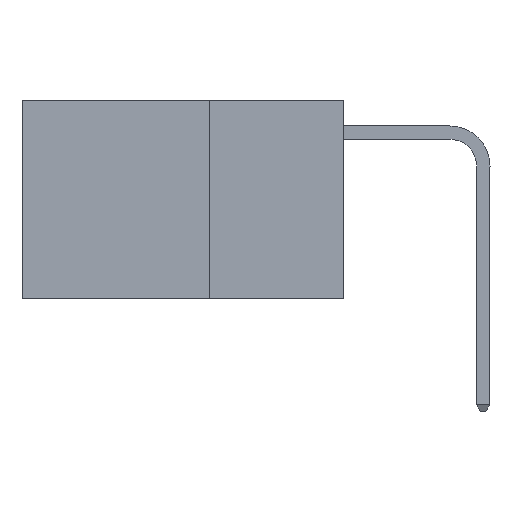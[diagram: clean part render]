
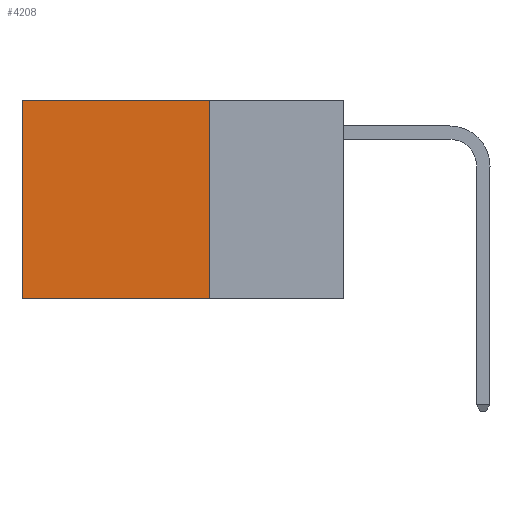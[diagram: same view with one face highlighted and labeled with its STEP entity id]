
A CAD part, left-side view. The second image highlights one B-rep face of the part: STEP entity #4208.
In plain terms, the highlighted planar face has unit normal (-1, 0, 0).
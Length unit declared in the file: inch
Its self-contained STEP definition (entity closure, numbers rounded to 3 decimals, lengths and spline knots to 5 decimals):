
#365 = LINE ( 'NONE', #6135, #7124 ) ;
#420 = VECTOR ( 'NONE', #1102, 39.37008 ) ;
#518 = ORIENTED_EDGE ( 'NONE', *, *, #11144, .T. ) ;
#1102 = DIRECTION ( 'NONE',  ( 0., 1., 0. ) ) ;
#2414 = LINE ( 'NONE', #16329, #16486 ) ;
#2716 = DIRECTION ( 'NONE',  ( 1., 0., 0. ) ) ;
#2991 = AXIS2_PLACEMENT_3D ( 'NONE', #14938, #2716, #12263 ) ;
#3550 = EDGE_CURVE ( 'NONE', #12762, #14584, #2414, .T. ) ;
#4208 = ADVANCED_FACE ( 'NONE', ( #5778 ), #10863, .F. ) ;
#4544 = VECTOR ( 'NONE', #5309, 39.37008 ) ;
#5309 = DIRECTION ( 'NONE',  ( 0., 0., -1. ) ) ;
#5778 = FACE_OUTER_BOUND ( 'NONE', #12637, .T. ) ;
#6135 = CARTESIAN_POINT ( 'NONE',  ( 0.2625, 0.25, 0. ) ) ;
#7124 = VECTOR ( 'NONE', #7461, 39.37008 ) ;
#7177 = LINE ( 'NONE', #9199, #420 ) ;
#7461 = DIRECTION ( 'NONE',  ( 0., 0., -1. ) ) ;
#7614 = VERTEX_POINT ( 'NONE', #10485 ) ;
#8080 = LINE ( 'NONE', #9376, #4544 ) ;
#9173 = ORIENTED_EDGE ( 'NONE', *, *, #15717, .T. ) ;
#9199 = CARTESIAN_POINT ( 'NONE',  ( 0.2625, 0.25, 0. ) ) ;
#9376 = CARTESIAN_POINT ( 'NONE',  ( 0.2625, 0.6, 0. ) ) ;
#10485 = CARTESIAN_POINT ( 'NONE',  ( 0.2625, 0.25, 0. ) ) ;
#10863 = PLANE ( 'NONE',  #2991 ) ;
#11144 = EDGE_CURVE ( 'NONE', #7614, #13746, #7177, .T. ) ;
#12263 = DIRECTION ( 'NONE',  ( 0., 0., -1. ) ) ;
#12283 = DIRECTION ( 'NONE',  ( 0., 1., 0. ) ) ;
#12402 = CARTESIAN_POINT ( 'NONE',  ( 0.2625, 0.6, -0.37 ) ) ;
#12418 = EDGE_CURVE ( 'NONE', #7614, #12762, #365, .T. ) ;
#12490 = CARTESIAN_POINT ( 'NONE',  ( 0.2625, 0.25, -0.37 ) ) ;
#12637 = EDGE_LOOP ( 'NONE', ( #9173, #13622, #13388, #518 ) ) ;
#12762 = VERTEX_POINT ( 'NONE', #12490 ) ;
#13388 = ORIENTED_EDGE ( 'NONE', *, *, #12418, .F. ) ;
#13622 = ORIENTED_EDGE ( 'NONE', *, *, #3550, .F. ) ;
#13746 = VERTEX_POINT ( 'NONE', #17249 ) ;
#14584 = VERTEX_POINT ( 'NONE', #12402 ) ;
#14938 = CARTESIAN_POINT ( 'NONE',  ( 0.2625, 0.25, 0. ) ) ;
#15717 = EDGE_CURVE ( 'NONE', #13746, #14584, #8080, .T. ) ;
#16329 = CARTESIAN_POINT ( 'NONE',  ( 0.2625, 0.25, -0.37 ) ) ;
#16486 = VECTOR ( 'NONE', #12283, 39.37008 ) ;
#17249 = CARTESIAN_POINT ( 'NONE',  ( 0.2625, 0.6, 0. ) ) ;
